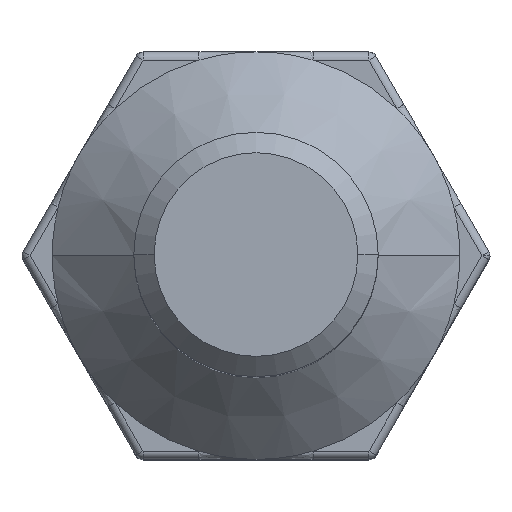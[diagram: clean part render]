
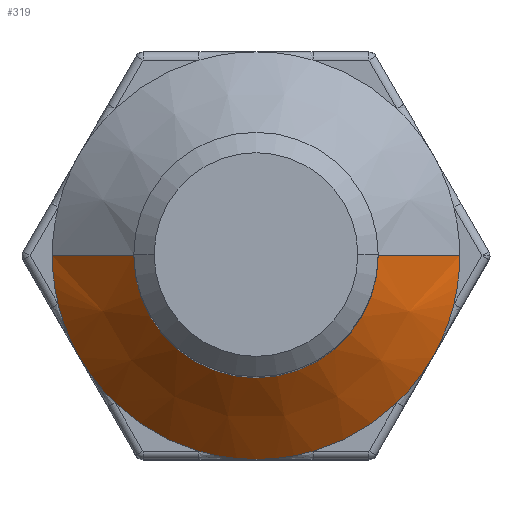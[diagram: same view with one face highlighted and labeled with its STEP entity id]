
A CAD part, top view. The second image highlights one B-rep face of the part: STEP entity #319.
In plain terms, the highlighted conical face has half-angle 45 degrees and reference radius 1.5 mm.
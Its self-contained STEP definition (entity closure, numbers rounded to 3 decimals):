
#20 = AXIS2_PLACEMENT_3D ( 'NONE', #1535, #972, #882 ) ;
#31 = AXIS2_PLACEMENT_3D ( 'NONE', #465, #2232, #2226 ) ;
#36 = AXIS2_PLACEMENT_3D ( 'NONE', #2124, #1661, #1686 ) ;
#43 = CARTESIAN_POINT ( 'NONE',  ( 0., 0., 0. ) ) ;
#47 = CARTESIAN_POINT ( 'NONE',  ( 2.165, -1.25, 0. ) ) ;
#51 = AXIS2_PLACEMENT_3D ( 'NONE', #207, #309, #111 ) ;
#54 = EDGE_CURVE ( 'NONE', #1744, #570, #1419, .T. ) ;
#65 = AXIS2_PLACEMENT_3D ( 'NONE', #671, #832, #844 ) ;
#89 = VERTEX_POINT ( 'NONE', #1936 ) ;
#111 = DIRECTION ( 'NONE',  ( 1., 0., 0. ) ) ;
#146 = ORIENTED_EDGE ( 'NONE', *, *, #1127, .T. ) ;
#157 = DIRECTION ( 'NONE',  ( -0.707, 0., -0.707 ) ) ;
#158 = CARTESIAN_POINT ( 'NONE',  ( 0., 0., 1. ) ) ;
#165 = ORIENTED_EDGE ( 'NONE', *, *, #1094, .T. ) ;
#181 = CARTESIAN_POINT ( 'NONE',  ( -1.5, 0., 1. ) ) ;
#207 = CARTESIAN_POINT ( 'NONE',  ( 0., 0., 0. ) ) ;
#217 = DIRECTION ( 'NONE',  ( 1., 0., 0. ) ) ;
#279 = DIRECTION ( 'NONE',  ( -1., 0., 0. ) ) ;
#281 = AXIS2_PLACEMENT_3D ( 'NONE', #1266, #1494, #341 ) ;
#309 = DIRECTION ( 'NONE',  ( 0., 0., 1. ) ) ;
#319 = ADVANCED_FACE ( 'NONE', ( #1083 ), #1251, .T. ) ;
#341 = DIRECTION ( 'NONE',  ( 1., 0., 0. ) ) ;
#342 = AXIS2_PLACEMENT_3D ( 'NONE', #491, #1052, #459 ) ;
#353 = AXIS2_PLACEMENT_3D ( 'NONE', #158, #614, #279 ) ;
#369 = AXIS2_PLACEMENT_3D ( 'NONE', #43, #1983, #217 ) ;
#407 = AXIS2_PLACEMENT_3D ( 'NONE', #2159, #2176, #2187 ) ;
#413 = CARTESIAN_POINT ( 'NONE',  ( 2.5, 0., 0. ) ) ;
#439 = CIRCLE ( 'NONE', #407, 2.5 ) ;
#459 = DIRECTION ( 'NONE',  ( 1., 0., 0. ) ) ;
#462 = VERTEX_POINT ( 'NONE', #874 ) ;
#465 = CARTESIAN_POINT ( 'NONE',  ( 0., 0., 0. ) ) ;
#482 = CIRCLE ( 'NONE', #342, 2.5 ) ;
#486 = CIRCLE ( 'NONE', #51, 2.5 ) ;
#488 = ORIENTED_EDGE ( 'NONE', *, *, #1092, .T. ) ;
#491 = CARTESIAN_POINT ( 'NONE',  ( 0., 0., 0. ) ) ;
#499 = CIRCLE ( 'NONE', #281, 2.5 ) ;
#503 = CIRCLE ( 'NONE', #36, 2.5 ) ;
#524 = CIRCLE ( 'NONE', #65, 2.5 ) ;
#535 = CIRCLE ( 'NONE', #353, 1.5 ) ;
#544 = ORIENTED_EDGE ( 'NONE', *, *, #54, .T. ) ;
#570 = VERTEX_POINT ( 'NONE', #1889 ) ;
#614 = DIRECTION ( 'NONE',  ( 0., 0., -1. ) ) ;
#660 = VERTEX_POINT ( 'NONE', #1980 ) ;
#662 = ORIENTED_EDGE ( 'NONE', *, *, #2021, .T. ) ;
#671 = CARTESIAN_POINT ( 'NONE',  ( 0., 0., 0. ) ) ;
#675 = VECTOR ( 'NONE', #157, 1000. ) ;
#682 = LINE ( 'NONE', #1820, #675 ) ;
#820 = CARTESIAN_POINT ( 'NONE',  ( 0., 0., 0. ) ) ;
#828 = VECTOR ( 'NONE', #1770, 1000. ) ;
#832 = DIRECTION ( 'NONE',  ( 0., 0., 1. ) ) ;
#844 = DIRECTION ( 'NONE',  ( 1., 0., 0. ) ) ;
#849 = LINE ( 'NONE', #1722, #828 ) ;
#874 = CARTESIAN_POINT ( 'NONE',  ( 2.428, -0.594, 0. ) ) ;
#882 = DIRECTION ( 'NONE',  ( -1., 0., 0. ) ) ;
#950 = CIRCLE ( 'NONE', #31, 2.5 ) ;
#953 = CIRCLE ( 'NONE', #2265, 2.5 ) ;
#972 = DIRECTION ( 'NONE',  ( 0., 0., -1. ) ) ;
#978 = CARTESIAN_POINT ( 'NONE',  ( -2.165, -1.25, 0. ) ) ;
#985 = CIRCLE ( 'NONE', #369, 2.5 ) ;
#1052 = DIRECTION ( 'NONE',  ( 0., 0., 1. ) ) ;
#1083 = FACE_OUTER_BOUND ( 'NONE', #1679, .T. ) ;
#1092 = EDGE_CURVE ( 'NONE', #660, #1371, #953, .T. ) ;
#1094 = EDGE_CURVE ( 'NONE', #2197, #660, #950, .T. ) ;
#1116 = VERTEX_POINT ( 'NONE', #978 ) ;
#1127 = EDGE_CURVE ( 'NONE', #462, #1546, #985, .T. ) ;
#1251 = CONICAL_SURFACE ( 'NONE', #20, 1.5, 0.785 ) ;
#1266 = CARTESIAN_POINT ( 'NONE',  ( 0., 0., 0. ) ) ;
#1371 = VERTEX_POINT ( 'NONE', #47 ) ;
#1419 = CIRCLE ( 'NONE', #1585, 2.5 ) ;
#1433 = EDGE_CURVE ( 'NONE', #1757, #1546, #849, .T. ) ;
#1435 = DIRECTION ( 'NONE',  ( 0., 0., 1. ) ) ;
#1494 = DIRECTION ( 'NONE',  ( 0., 0., 1. ) ) ;
#1535 = CARTESIAN_POINT ( 'NONE',  ( 0., 0., 1. ) ) ;
#1546 = VERTEX_POINT ( 'NONE', #413 ) ;
#1563 = EDGE_CURVE ( 'NONE', #1960, #2137, #682, .T. ) ;
#1585 = AXIS2_PLACEMENT_3D ( 'NONE', #2093, #2058, #1962 ) ;
#1591 = DIRECTION ( 'NONE',  ( 1., 0., 0. ) ) ;
#1621 = CARTESIAN_POINT ( 'NONE',  ( 1.5, 0., 1. ) ) ;
#1661 = DIRECTION ( 'NONE',  ( 0., 0., 1. ) ) ;
#1678 = ORIENTED_EDGE ( 'NONE', *, *, #1930, .T. ) ;
#1679 = EDGE_LOOP ( 'NONE', ( #1714, #2228, #2188, #1678, #1696, #1702, #1699, #544, #2250, #165, #488, #662, #146 ) ) ;
#1686 = DIRECTION ( 'NONE',  ( 1., 0., 0. ) ) ;
#1696 = ORIENTED_EDGE ( 'NONE', *, *, #1979, .T. ) ;
#1699 = ORIENTED_EDGE ( 'NONE', *, *, #2015, .T. ) ;
#1702 = ORIENTED_EDGE ( 'NONE', *, *, #1994, .T. ) ;
#1714 = ORIENTED_EDGE ( 'NONE', *, *, #1433, .F. ) ;
#1722 = CARTESIAN_POINT ( 'NONE',  ( 1.5, 0., 1. ) ) ;
#1744 = VERTEX_POINT ( 'NONE', #1877 ) ;
#1757 = VERTEX_POINT ( 'NONE', #1621 ) ;
#1770 = DIRECTION ( 'NONE',  ( 0.707, 0., -0.707 ) ) ;
#1793 = CARTESIAN_POINT ( 'NONE',  ( -2.428, -0.594, 0. ) ) ;
#1820 = CARTESIAN_POINT ( 'NONE',  ( -1.5, 0., 1. ) ) ;
#1850 = CARTESIAN_POINT ( 'NONE',  ( -2.5, 0., 0. ) ) ;
#1852 = EDGE_CURVE ( 'NONE', #1757, #1960, #535, .T. ) ;
#1877 = CARTESIAN_POINT ( 'NONE',  ( -0.7, -2.4, 0. ) ) ;
#1889 = CARTESIAN_POINT ( 'NONE',  ( 0., -2.5, 0. ) ) ;
#1930 = EDGE_CURVE ( 'NONE', #2137, #2130, #503, .T. ) ;
#1936 = CARTESIAN_POINT ( 'NONE',  ( -1.728, -1.806, 0. ) ) ;
#1960 = VERTEX_POINT ( 'NONE', #181 ) ;
#1962 = DIRECTION ( 'NONE',  ( 1., 0., 0. ) ) ;
#1979 = EDGE_CURVE ( 'NONE', #2130, #1116, #486, .T. ) ;
#1980 = CARTESIAN_POINT ( 'NONE',  ( 1.728, -1.806, 0. ) ) ;
#1983 = DIRECTION ( 'NONE',  ( 0., 0., 1. ) ) ;
#1994 = EDGE_CURVE ( 'NONE', #1116, #89, #499, .T. ) ;
#2015 = EDGE_CURVE ( 'NONE', #89, #1744, #482, .T. ) ;
#2021 = EDGE_CURVE ( 'NONE', #1371, #462, #524, .T. ) ;
#2058 = DIRECTION ( 'NONE',  ( 0., 0., 1. ) ) ;
#2093 = CARTESIAN_POINT ( 'NONE',  ( 0., 0., 0. ) ) ;
#2124 = CARTESIAN_POINT ( 'NONE',  ( 0., 0., 0. ) ) ;
#2130 = VERTEX_POINT ( 'NONE', #1793 ) ;
#2131 = EDGE_CURVE ( 'NONE', #570, #2197, #439, .T. ) ;
#2137 = VERTEX_POINT ( 'NONE', #1850 ) ;
#2159 = CARTESIAN_POINT ( 'NONE',  ( 0., 0., 0. ) ) ;
#2176 = DIRECTION ( 'NONE',  ( 0., 0., 1. ) ) ;
#2187 = DIRECTION ( 'NONE',  ( 1., 0., 0. ) ) ;
#2188 = ORIENTED_EDGE ( 'NONE', *, *, #1563, .T. ) ;
#2197 = VERTEX_POINT ( 'NONE', #2198 ) ;
#2198 = CARTESIAN_POINT ( 'NONE',  ( 0.7, -2.4, 0. ) ) ;
#2226 = DIRECTION ( 'NONE',  ( 1., 0., 0. ) ) ;
#2228 = ORIENTED_EDGE ( 'NONE', *, *, #1852, .T. ) ;
#2232 = DIRECTION ( 'NONE',  ( 0., 0., 1. ) ) ;
#2250 = ORIENTED_EDGE ( 'NONE', *, *, #2131, .T. ) ;
#2265 = AXIS2_PLACEMENT_3D ( 'NONE', #820, #1435, #1591 ) ;
